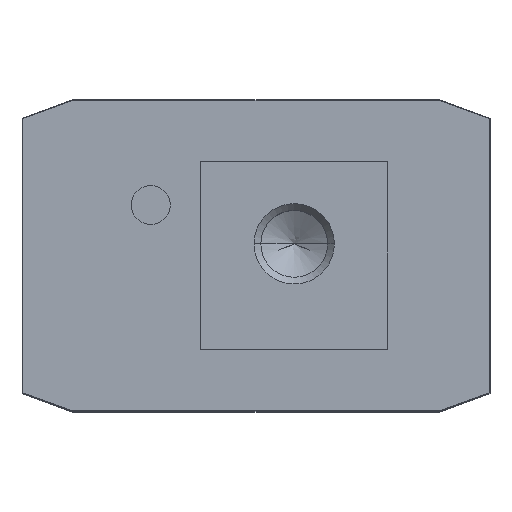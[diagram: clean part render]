
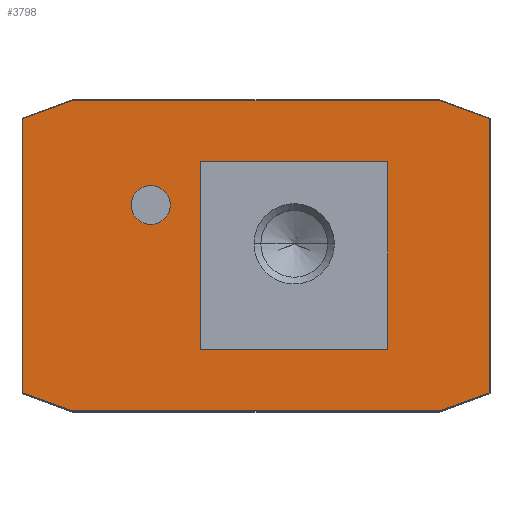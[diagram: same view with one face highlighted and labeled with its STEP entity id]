
A CAD part, top view. The second image highlights one B-rep face of the part: STEP entity #3798.
In plain terms, the highlighted planar face has unit normal (0, 0, 1).
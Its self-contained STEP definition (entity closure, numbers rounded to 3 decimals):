
#1555=CARTESIAN_POINT('',(-16.,6.5,41.0));
#1556=VERTEX_POINT('',#1555);
#1572=CARTESIAN_POINT('',(-11.,6.5,41.0));
#1573=VERTEX_POINT('',#1572);
#1580=CARTESIAN_POINT('',(-13.5,6.5,41.0));
#1581=DIRECTION('',(0.0,0.0,-1.0));
#1582=DIRECTION('',(-1.0,0.0,0.0));
#1583=AXIS2_PLACEMENT_3D('',#1580,#1581,#1582);
#1584=CIRCLE('',#1583,2.5);
#1585=EDGE_CURVE('',#1556,#1573,#1584,.T.);
#1881=CARTESIAN_POINT('',(16.9,12.,41.0));
#1882=VERTEX_POINT('',#1881);
#1889=CARTESIAN_POINT('',(-7.1,12.,41.0));
#1890=VERTEX_POINT('',#1889);
#1891=CARTESIAN_POINT('',(-7.1,12.,41.0));
#1892=DIRECTION('',(1.0,0.0,0.0));
#1893=VECTOR('',#1892,24.);
#1894=LINE('',#1891,#1893);
#1895=EDGE_CURVE('',#1890,#1882,#1894,.T.);
#1919=CARTESIAN_POINT('',(16.9,-12.,41.0));
#1920=VERTEX_POINT('',#1919);
#1927=CARTESIAN_POINT('',(16.9,12.,41.0));
#1928=DIRECTION('',(0.0,-1.0,0.0));
#1929=VECTOR('',#1928,24.);
#1930=LINE('',#1927,#1929);
#1931=EDGE_CURVE('',#1882,#1920,#1930,.T.);
#1950=CARTESIAN_POINT('',(-7.1,-12.,41.0));
#1951=VERTEX_POINT('',#1950);
#1958=CARTESIAN_POINT('',(16.9,-12.,41.0));
#1959=DIRECTION('',(-1.0,0.0,0.0));
#1960=VECTOR('',#1959,24.);
#1961=LINE('',#1958,#1960);
#1962=EDGE_CURVE('',#1920,#1951,#1961,.T.);
#1980=CARTESIAN_POINT('',(-7.1,-12.,41.0));
#1981=DIRECTION('',(0.0,1.0,0.0));
#1982=VECTOR('',#1981,24.);
#1983=LINE('',#1980,#1982);
#1984=EDGE_CURVE('',#1951,#1890,#1983,.T.);
#2012=CARTESIAN_POINT('',(-13.5,6.5,41.0));
#2013=DIRECTION('',(0.0,0.0,-1.0));
#2014=DIRECTION('',(-1.0,0.0,0.0));
#2015=AXIS2_PLACEMENT_3D('',#2012,#2013,#2014);
#2016=CIRCLE('',#2015,2.5);
#2017=EDGE_CURVE('',#1573,#1556,#2016,.T.);
#3530=CARTESIAN_POINT('',(-29.9,-17.564,41.0));
#3531=VERTEX_POINT('',#3530);
#3532=CARTESIAN_POINT('',(-29.9,17.564,41.0));
#3533=VERTEX_POINT('',#3532);
#3534=CARTESIAN_POINT('',(-29.9,-17.564,41.0));
#3535=DIRECTION('',(0.0,1.0,0.0));
#3536=VECTOR('',#3535,35.128);
#3537=LINE('',#3534,#3536);
#3538=EDGE_CURVE('',#3531,#3533,#3537,.T.);
#3570=CARTESIAN_POINT('',(-23.482,19.9,41.0));
#3571=VERTEX_POINT('',#3570);
#3572=CARTESIAN_POINT('',(-29.9,17.564,41.0));
#3573=DIRECTION('',(0.94,0.342,0.0));
#3574=VECTOR('',#3573,6.83);
#3575=LINE('',#3572,#3574);
#3576=EDGE_CURVE('',#3533,#3571,#3575,.T.);
#3601=CARTESIAN_POINT('',(23.482,19.9,41.0));
#3602=VERTEX_POINT('',#3601);
#3603=CARTESIAN_POINT('',(-23.482,19.9,41.0));
#3604=DIRECTION('',(1.0,0.0,0.0));
#3605=VECTOR('',#3604,46.965);
#3606=LINE('',#3603,#3605);
#3607=EDGE_CURVE('',#3571,#3602,#3606,.T.);
#3632=CARTESIAN_POINT('',(29.9,17.564,41.0));
#3633=VERTEX_POINT('',#3632);
#3634=CARTESIAN_POINT('',(23.482,19.9,41.0));
#3635=DIRECTION('',(0.94,-0.342,0.0));
#3636=VECTOR('',#3635,6.83);
#3637=LINE('',#3634,#3636);
#3638=EDGE_CURVE('',#3602,#3633,#3637,.T.);
#3663=CARTESIAN_POINT('',(29.9,-17.564,41.0));
#3664=VERTEX_POINT('',#3663);
#3665=CARTESIAN_POINT('',(29.9,17.564,41.0));
#3666=DIRECTION('',(0.0,-1.0,0.0));
#3667=VECTOR('',#3666,35.128);
#3668=LINE('',#3665,#3667);
#3669=EDGE_CURVE('',#3633,#3664,#3668,.T.);
#3694=CARTESIAN_POINT('',(23.482,-19.9,41.0));
#3695=VERTEX_POINT('',#3694);
#3696=CARTESIAN_POINT('',(29.9,-17.564,41.0));
#3697=DIRECTION('',(-0.94,-0.342,0.0));
#3698=VECTOR('',#3697,6.83);
#3699=LINE('',#3696,#3698);
#3700=EDGE_CURVE('',#3664,#3695,#3699,.T.);
#3725=CARTESIAN_POINT('',(-23.482,-19.9,41.0));
#3726=VERTEX_POINT('',#3725);
#3727=CARTESIAN_POINT('',(23.482,-19.9,41.0));
#3728=DIRECTION('',(-1.0,0.0,0.0));
#3729=VECTOR('',#3728,46.965);
#3730=LINE('',#3727,#3729);
#3731=EDGE_CURVE('',#3695,#3726,#3730,.T.);
#3756=CARTESIAN_POINT('',(-23.482,-19.9,41.0));
#3757=DIRECTION('',(-0.94,0.342,0.0));
#3758=VECTOR('',#3757,6.83);
#3759=LINE('',#3756,#3758);
#3760=EDGE_CURVE('',#3726,#3531,#3759,.T.);
#3773=CARTESIAN_POINT('',(0.,0.,41.0));
#3774=DIRECTION('',(0.0,0.0,1.0));
#3775=DIRECTION('',(1.0,0.0,0.0));
#3776=AXIS2_PLACEMENT_3D('',#3773,#3774,#3775);
#3777=PLANE('',#3776);
#3778=ORIENTED_EDGE('',*,*,#3538,.F.);
#3779=ORIENTED_EDGE('',*,*,#3760,.F.);
#3780=ORIENTED_EDGE('',*,*,#3731,.F.);
#3781=ORIENTED_EDGE('',*,*,#3700,.F.);
#3782=ORIENTED_EDGE('',*,*,#3669,.F.);
#3783=ORIENTED_EDGE('',*,*,#3638,.F.);
#3784=ORIENTED_EDGE('',*,*,#3607,.F.);
#3785=ORIENTED_EDGE('',*,*,#3576,.F.);
#3786=EDGE_LOOP('',(#3778,#3779,#3780,#3781,#3782,#3783,#3784,#3785));
#3787=FACE_OUTER_BOUND('',#3786,.T.);
#3788=ORIENTED_EDGE('',*,*,#1895,.T.);
#3789=ORIENTED_EDGE('',*,*,#1931,.T.);
#3790=ORIENTED_EDGE('',*,*,#1962,.T.);
#3791=ORIENTED_EDGE('',*,*,#1984,.T.);
#3792=EDGE_LOOP('',(#3788,#3789,#3790,#3791));
#3793=FACE_BOUND('',#3792,.T.);
#3794=ORIENTED_EDGE('',*,*,#2017,.T.);
#3795=ORIENTED_EDGE('',*,*,#1585,.T.);
#3796=EDGE_LOOP('',(#3794,#3795));
#3797=FACE_BOUND('',#3796,.T.);
#3798=ADVANCED_FACE('',(#3787,#3793,#3797),#3777,.T.);
